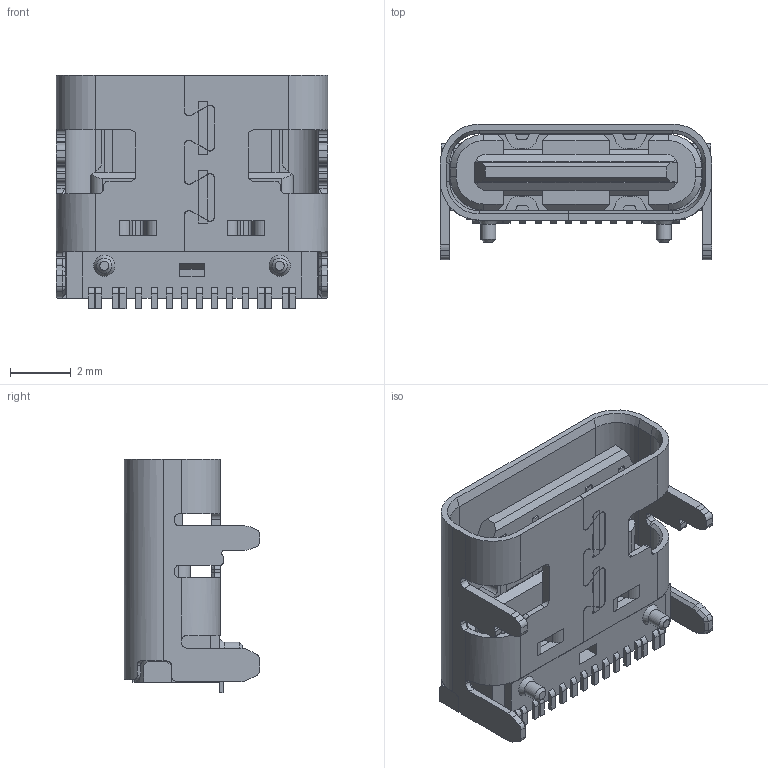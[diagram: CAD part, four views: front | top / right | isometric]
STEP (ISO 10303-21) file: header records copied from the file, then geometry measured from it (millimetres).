
FILE_DESCRIPTION(/* description */ ('STEP AP203'),/* implementation_level */ '2;1');
FILE_NAME(/* name */ 'USB4105-15-A-120',/* time_stamp */ '2022-11-03T09:51:58+01:00',/* author */ ('License CC BY-ND 4.0'),/* organization */ ('CADENAS'),/* preprocessor_version */ 'ST-DEVELOPER v18.102',/* originating_system */ 'PARTsolutions',/* authorisation */ ' ');
FILE_SCHEMA (('CONFIG_CONTROL_DESIGN','INTEGRATED_CNC_SCHEMA'));
Length unit declared in the file: millimetre
Products named in the file (3): USB4105-15-A-120; USB4105-15-A-120_PART2; USB4105-15-A-120_PART1
Assembly tree (2 placements, depth 2):
  USB4105-15-A-120
    USB4105-15-A-120_PART2
    USB4105-15-A-120_PART1
Bounding box: 8.94 x 4.46 x 7.7 mm (x, y, z)
Volume: 114 mm3; surface area: 486.9 mm2
Topology: 2 solids, 2 shells, 828 faces, 2308 edges, 1480 vertices
Faces by surface type: plane 619, cylinder 158, cone 42, bspline 9
Full cylindrical faces by diameter (mm): 0.5 x2
Entity records: 29146 total; most frequent: CARTESIAN_POINT 5251, ORIENTED_EDGE 4592, DIRECTION 4249, EDGE_CURVE 2296, LINE 1877, VECTOR 1877, VERTEX_POINT 1474, AXIS2_PLACEMENT_3D 1186
